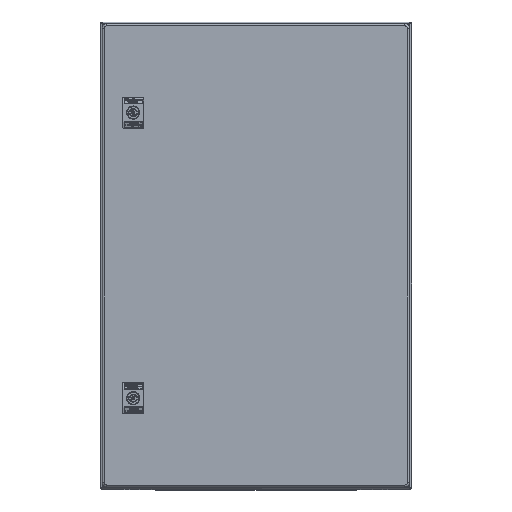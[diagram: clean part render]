
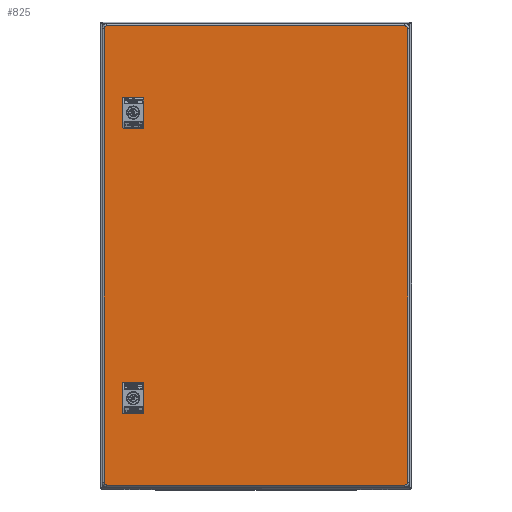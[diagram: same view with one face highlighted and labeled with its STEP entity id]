
A CAD part, top view. The second image highlights one B-rep face of the part: STEP entity #825.
In plain terms, the highlighted planar face has unit normal (0, 0, 1).
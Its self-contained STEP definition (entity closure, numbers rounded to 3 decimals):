
#825=ADVANCED_FACE('',(#5290,#5291,#5292),#5293,.T.);
#5290=FACE_OUTER_BOUND('',#15422,.T.);
#5291=FACE_BOUND('',#15423,.T.);
#5292=FACE_BOUND('',#15424,.T.);
#5293=PLANE('',#15425);
#15422=EDGE_LOOP('',(#32533,#32534,#32535,#32536,#32537,#32538,#32539,#32540));
#15423=EDGE_LOOP('',(#32541,#32542,#32543,#32544));
#15424=EDGE_LOOP('',(#32545,#32546,#32547,#32548));
#15425=AXIS2_PLACEMENT_3D('',#32549,#32550,#32551);
#32533=ORIENTED_EDGE('',*,*,#60335,.F.);
#32534=ORIENTED_EDGE('',*,*,#60336,.T.);
#32535=ORIENTED_EDGE('',*,*,#60337,.F.);
#32536=ORIENTED_EDGE('',*,*,#60338,.T.);
#32537=ORIENTED_EDGE('',*,*,#60339,.F.);
#32538=ORIENTED_EDGE('',*,*,#60340,.T.);
#32539=ORIENTED_EDGE('',*,*,#60341,.F.);
#32540=ORIENTED_EDGE('',*,*,#60342,.T.);
#32541=ORIENTED_EDGE('',*,*,#60343,.F.);
#32542=ORIENTED_EDGE('',*,*,#60344,.T.);
#32543=ORIENTED_EDGE('',*,*,#60345,.F.);
#32544=ORIENTED_EDGE('',*,*,#60346,.T.);
#32545=ORIENTED_EDGE('',*,*,#60347,.F.);
#32546=ORIENTED_EDGE('',*,*,#60348,.T.);
#32547=ORIENTED_EDGE('',*,*,#60349,.F.);
#32548=ORIENTED_EDGE('',*,*,#60350,.T.);
#32549=CARTESIAN_POINT('',(-0.3,0.,252.21));
#32550=DIRECTION('',(0.0,0.0,1.0));
#32551=DIRECTION('',(1.0,0.0,0.0));
#60335=EDGE_CURVE('',#71296,#71297,#71298,.T.);
#60336=EDGE_CURVE('',#71296,#71299,#71300,.T.);
#60337=EDGE_CURVE('',#71301,#71299,#71302,.T.);
#60338=EDGE_CURVE('',#71301,#71303,#71304,.T.);
#60339=EDGE_CURVE('',#71305,#71303,#71306,.T.);
#60340=EDGE_CURVE('',#71305,#71307,#71308,.T.);
#60341=EDGE_CURVE('',#71309,#71307,#71310,.T.);
#60342=EDGE_CURVE('',#71309,#71297,#71311,.T.);
#60343=EDGE_CURVE('',#71312,#71313,#71314,.T.);
#60344=EDGE_CURVE('',#71312,#71315,#71316,.T.);
#60345=EDGE_CURVE('',#71317,#71315,#71318,.T.);
#60346=EDGE_CURVE('',#71317,#71313,#71319,.T.);
#60347=EDGE_CURVE('',#71320,#71321,#71322,.T.);
#60348=EDGE_CURVE('',#71320,#71323,#71324,.T.);
#60349=EDGE_CURVE('',#71325,#71323,#71326,.T.);
#60350=EDGE_CURVE('',#71325,#71321,#71327,.T.);
#71296=VERTEX_POINT('',#89033);
#71297=VERTEX_POINT('',#89034);
#71298=CIRCLE('',#89035,3.5);
#71299=VERTEX_POINT('',#89036);
#71300=LINE('',#89037,#89038);
#71301=VERTEX_POINT('',#89039);
#71302=CIRCLE('',#89040,3.5);
#71303=VERTEX_POINT('',#89041);
#71304=LINE('',#89042,#89043);
#71305=VERTEX_POINT('',#89044);
#71306=CIRCLE('',#89045,3.5);
#71307=VERTEX_POINT('',#89046);
#71308=LINE('',#89047,#89048);
#71309=VERTEX_POINT('',#89049);
#71310=CIRCLE('',#89050,3.5);
#71311=LINE('',#89051,#89052);
#71312=VERTEX_POINT('',#89053);
#71313=VERTEX_POINT('',#89054);
#71314=CIRCLE('',#89055,11.75);
#71315=VERTEX_POINT('',#89056);
#71316=LINE('',#89057,#89058);
#71317=VERTEX_POINT('',#89059);
#71318=CIRCLE('',#89060,11.75);
#71319=LINE('',#89061,#89062);
#71320=VERTEX_POINT('',#89063);
#71321=VERTEX_POINT('',#89064);
#71322=CIRCLE('',#89065,11.75);
#71323=VERTEX_POINT('',#89066);
#71324=LINE('',#89067,#89068);
#71325=VERTEX_POINT('',#89069);
#71326=CIRCLE('',#89070,11.75);
#71327=LINE('',#89071,#89072);
#89033=CARTESIAN_POINT('',(191.2,295.,252.21));
#89034=CARTESIAN_POINT('',(194.7,291.5,252.21));
#89035=AXIS2_PLACEMENT_3D('',#120921,#120922,#120923);
#89036=CARTESIAN_POINT('',(-191.8,295.,252.21));
#89037=CARTESIAN_POINT('',(191.2,295.,252.21));
#89038=VECTOR('',#120924,383.);
#89039=CARTESIAN_POINT('',(-195.3,291.5,252.21));
#89040=AXIS2_PLACEMENT_3D('',#120925,#120926,#120927);
#89041=CARTESIAN_POINT('',(-195.3,-291.5,252.21));
#89042=CARTESIAN_POINT('',(-195.3,291.5,252.21));
#89043=VECTOR('',#120928,583.);
#89044=CARTESIAN_POINT('',(-191.8,-295.,252.21));
#89045=AXIS2_PLACEMENT_3D('',#120929,#120930,#120931);
#89046=CARTESIAN_POINT('',(191.2,-295.,252.21));
#89047=CARTESIAN_POINT('',(-191.8,-295.,252.21));
#89048=VECTOR('',#120932,383.);
#89049=CARTESIAN_POINT('',(194.7,-291.5,252.21));
#89050=AXIS2_PLACEMENT_3D('',#120933,#120934,#120935);
#89051=CARTESIAN_POINT('',(194.7,-291.5,252.21));
#89052=VECTOR('',#120936,583.);
#89053=CARTESIAN_POINT('',(-147.7,189.504,252.21));
#89054=CARTESIAN_POINT('',(-167.9,189.504,252.21));
#89055=AXIS2_PLACEMENT_3D('',#120937,#120938,#120939);
#89056=CARTESIAN_POINT('',(-147.7,177.496,252.21));
#89057=CARTESIAN_POINT('',(-147.7,189.504,252.21));
#89058=VECTOR('',#120940,12.009);
#89059=CARTESIAN_POINT('',(-167.9,177.496,252.21));
#89060=AXIS2_PLACEMENT_3D('',#120941,#120942,#120943);
#89061=CARTESIAN_POINT('',(-167.9,177.496,252.21));
#89062=VECTOR('',#120944,12.009);
#89063=CARTESIAN_POINT('',(-147.7,-177.496,252.21));
#89064=CARTESIAN_POINT('',(-167.9,-177.496,252.21));
#89065=AXIS2_PLACEMENT_3D('',#120945,#120946,#120947);
#89066=CARTESIAN_POINT('',(-147.7,-189.504,252.21));
#89067=CARTESIAN_POINT('',(-147.7,-177.496,252.21));
#89068=VECTOR('',#120948,12.009);
#89069=CARTESIAN_POINT('',(-167.9,-189.504,252.21));
#89070=AXIS2_PLACEMENT_3D('',#120949,#120950,#120951);
#89071=CARTESIAN_POINT('',(-167.9,-189.504,252.21));
#89072=VECTOR('',#120952,12.009);
#120921=CARTESIAN_POINT('',(191.2,291.5,252.21));
#120922=DIRECTION('',(0.0,0.0,-1.0));
#120923=DIRECTION('',(0.0,1.0,0.0));
#120924=DIRECTION('',(-1.0,0.,0.0));
#120925=CARTESIAN_POINT('',(-191.8,291.5,252.21));
#120926=DIRECTION('',(0.0,0.0,-1.0));
#120927=DIRECTION('',(-1.0,0.0,0.0));
#120928=DIRECTION('',(0.,-1.0,0.0));
#120929=CARTESIAN_POINT('',(-191.8,-291.5,252.21));
#120930=DIRECTION('',(0.0,0.0,-1.0));
#120931=DIRECTION('',(0.0,-1.0,0.0));
#120932=DIRECTION('',(1.0,0.,0.0));
#120933=CARTESIAN_POINT('',(191.2,-291.5,252.21));
#120934=DIRECTION('',(0.0,0.0,-1.0));
#120935=DIRECTION('',(1.0,0.0,0.0));
#120936=DIRECTION('',(0.0,1.0,0.0));
#120937=CARTESIAN_POINT('',(-157.8,183.5,252.21));
#120938=DIRECTION('',(0.0,-0.0,1.0));
#120939=DIRECTION('',(0.86,0.511,0.0));
#120940=DIRECTION('',(0.,-1.0,0.0));
#120941=CARTESIAN_POINT('',(-157.8,183.5,252.21));
#120942=DIRECTION('',(0.0,0.0,1.0));
#120943=DIRECTION('',(-0.86,-0.511,0.0));
#120944=DIRECTION('',(0.,1.0,0.0));
#120945=CARTESIAN_POINT('',(-157.8,-183.5,252.21));
#120946=DIRECTION('',(0.0,-0.0,1.0));
#120947=DIRECTION('',(0.86,0.511,0.0));
#120948=DIRECTION('',(0.,-1.0,0.0));
#120949=CARTESIAN_POINT('',(-157.8,-183.5,252.21));
#120950=DIRECTION('',(0.0,0.0,1.0));
#120951=DIRECTION('',(-0.86,-0.511,0.0));
#120952=DIRECTION('',(0.,1.0,0.0));
